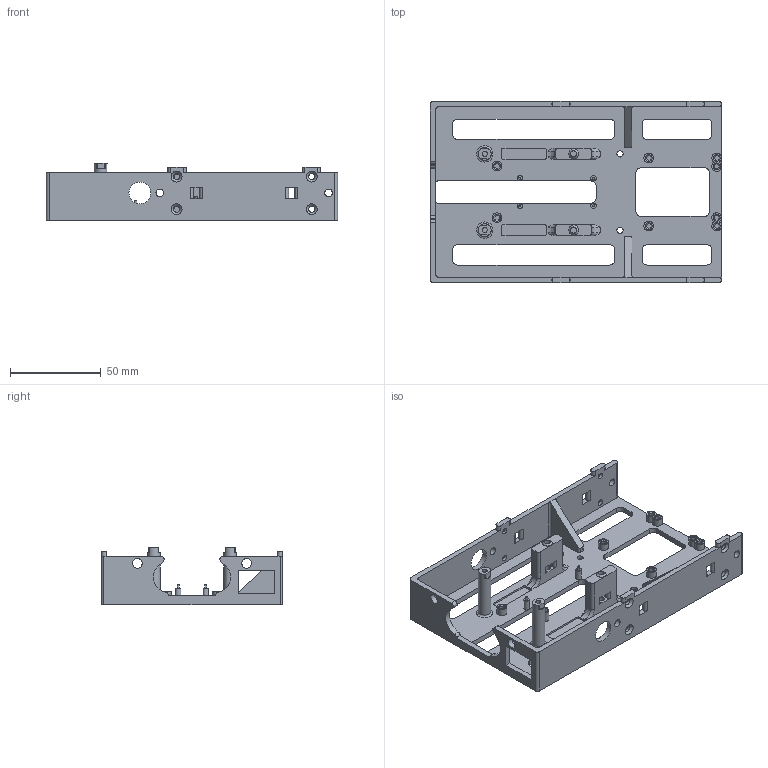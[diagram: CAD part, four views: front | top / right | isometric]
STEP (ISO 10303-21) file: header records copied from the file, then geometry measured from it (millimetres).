
FILE_DESCRIPTION(/* description */ ('STEP AP242','CAx-IF Rec.Pracs.---Representation and Presentation of Product Manufacturing Information (PMI)---4.0---2014-10-13','CAx-IF Rec.Pracs.---3D Tessellated Geometry---0.4---2014-09-14','2;1'),/* implementation_level */ '2;1');
FILE_NAME(/* name */ '623cc93ff5b8943c714de713',/* time_stamp */ '2022-03-24T19:40:48+00:00',/* author */ (''),/* organization */ (''),/* preprocessor_version */ 'ST-DEVELOPER v18.101',/* originating_system */ ' ',/* authorisation */ ' ');
FILE_SCHEMA (('AP242_MANAGED_MODEL_BASED_3D_ENGINEERING_MIM_LF { 1 0 10303 442 1 1 4 }'));
Length unit declared in the file: metre
Products named in the file (1): compact_body
Bounding box: 160.5 x 100 x 31.5 mm (x, y, z)
Volume: 67279 mm3; surface area: 50976.7 mm2
Topology: 1 solids, 1 shells, 311 faces, 827 edges, 544 vertices
Faces by surface type: cylinder 146, plane 135, torus 18, cone 12
Full cylindrical faces by diameter (mm): 1.2 x4, 2.8 x10, 3 x4, 3.4 x14, 4.2 x4, 5.4 x6, 7 x2, 12 x2
Entity records: 9373 total; most frequent: DIRECTION 1685, CARTESIAN_POINT 1599, ORIENTED_EDGE 1470, EDGE_CURVE 735, AXIS2_PLACEMENT_3D 646, VERTEX_POINT 520, EDGE_LOOP 471, FACE_BOUND 471
